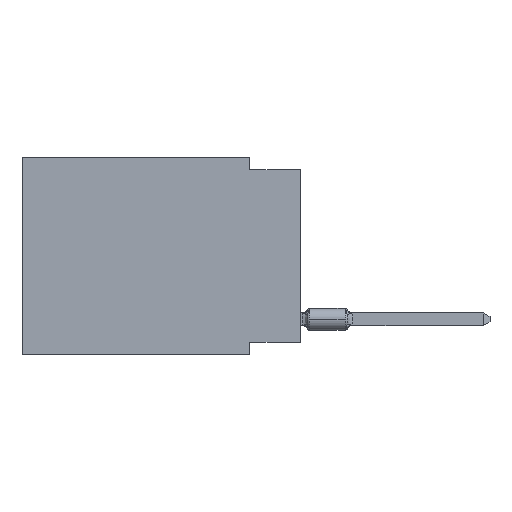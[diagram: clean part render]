
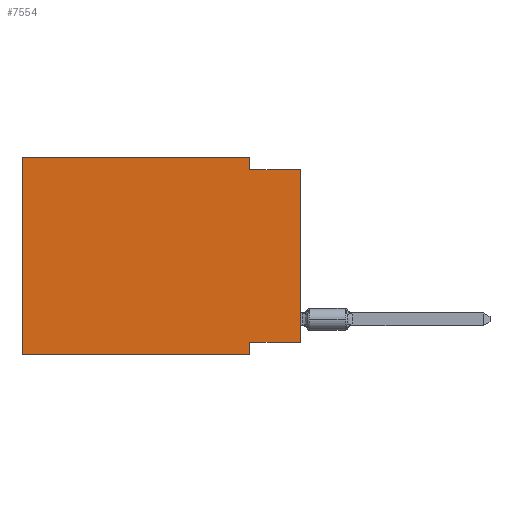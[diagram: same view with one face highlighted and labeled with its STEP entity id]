
A CAD part, left-side view. The second image highlights one B-rep face of the part: STEP entity #7554.
In plain terms, the highlighted planar face has unit normal (-1, 0, 0).
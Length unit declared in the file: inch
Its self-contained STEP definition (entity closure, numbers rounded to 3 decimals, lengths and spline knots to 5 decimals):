
#129 = ORIENTED_EDGE ( 'NONE', *, *, #9544, .F. ) ;
#272 = VERTEX_POINT ( 'NONE', #7093 ) ;
#524 = EDGE_CURVE ( 'NONE', #9592, #11784, #12715, .T. ) ;
#660 = ORIENTED_EDGE ( 'NONE', *, *, #524, .F. ) ;
#672 = CARTESIAN_POINT ( 'NONE',  ( 0., 0., -0.025 ) ) ;
#992 = CARTESIAN_POINT ( 'NONE',  ( 0., 0., -0.365 ) ) ;
#1644 = CARTESIAN_POINT ( 'NONE',  ( 0., 0., -0.365 ) ) ;
#1901 = AXIS2_PLACEMENT_3D ( 'NONE', #3526, #9359, #10686 ) ;
#1923 = DIRECTION ( 'NONE',  ( 0., 0., -1. ) ) ;
#2352 = CARTESIAN_POINT ( 'NONE',  ( 0., 0.55, 0. ) ) ;
#2542 = EDGE_CURVE ( 'NONE', #12810, #14844, #8354, .T. ) ;
#2629 = ORIENTED_EDGE ( 'NONE', *, *, #2725, .F. ) ;
#2725 = EDGE_CURVE ( 'NONE', #3275, #12810, #12420, .T. ) ;
#3262 = ORIENTED_EDGE ( 'NONE', *, *, #10236, .T. ) ;
#3275 = VERTEX_POINT ( 'NONE', #992 ) ;
#3386 = CARTESIAN_POINT ( 'NONE',  ( 0., 0.1, -0.39 ) ) ;
#3526 = CARTESIAN_POINT ( 'NONE',  ( 0., 0.55, 0. ) ) ;
#4046 = DIRECTION ( 'NONE',  ( 0., -1., 0. ) ) ;
#4278 = CARTESIAN_POINT ( 'NONE',  ( 0., 0., -0.025 ) ) ;
#4523 = DIRECTION ( 'NONE',  ( 0., 0., 1. ) ) ;
#4760 = EDGE_CURVE ( 'NONE', #9592, #14844, #6706, .T. ) ;
#4888 = VECTOR ( 'NONE', #14477, 39.37008 ) ;
#5499 = LINE ( 'NONE', #11251, #8742 ) ;
#5706 = ORIENTED_EDGE ( 'NONE', *, *, #2542, .F. ) ;
#5711 = VECTOR ( 'NONE', #7119, 39.37008 ) ;
#6434 = ORIENTED_EDGE ( 'NONE', *, *, #4760, .T. ) ;
#6706 = LINE ( 'NONE', #7657, #12802 ) ;
#6816 = CARTESIAN_POINT ( 'NONE',  ( 0., 0.55, 0. ) ) ;
#6898 = ORIENTED_EDGE ( 'NONE', *, *, #12455, .F. ) ;
#6932 = EDGE_CURVE ( 'NONE', #8467, #272, #12562, .T. ) ;
#6964 = CARTESIAN_POINT ( 'NONE',  ( 0., 0.55, 0. ) ) ;
#7003 = EDGE_LOOP ( 'NONE', ( #3262, #6898, #7078, #129, #660, #6434, #5706, #2629 ) ) ;
#7027 = VERTEX_POINT ( 'NONE', #4278 ) ;
#7078 = ORIENTED_EDGE ( 'NONE', *, *, #6932, .F. ) ;
#7093 = CARTESIAN_POINT ( 'NONE',  ( 0., 0.1, -0.025 ) ) ;
#7119 = DIRECTION ( 'NONE',  ( 0., -1., 0. ) ) ;
#7194 = CARTESIAN_POINT ( 'NONE',  ( 0., 0.55, -0.39 ) ) ;
#7218 = VECTOR ( 'NONE', #4523, 39.37008 ) ;
#7554 = ADVANCED_FACE ( 'NONE', ( #9428 ), #12107, .F. ) ;
#7647 = VECTOR ( 'NONE', #11820, 39.37008 ) ;
#7657 = CARTESIAN_POINT ( 'NONE',  ( 0., 0.55, -0.39 ) ) ;
#7717 = DIRECTION ( 'NONE',  ( 0., 0., 1. ) ) ;
#7907 = CARTESIAN_POINT ( 'NONE',  ( 0., 0.1, 0. ) ) ;
#8354 = LINE ( 'NONE', #3386, #7647 ) ;
#8467 = VERTEX_POINT ( 'NONE', #9707 ) ;
#8742 = VECTOR ( 'NONE', #7717, 39.37008 ) ;
#9359 = DIRECTION ( 'NONE',  ( 1., 0., 0. ) ) ;
#9428 = FACE_OUTER_BOUND ( 'NONE', #7003, .T. ) ;
#9544 = EDGE_CURVE ( 'NONE', #11784, #8467, #14191, .T. ) ;
#9592 = VERTEX_POINT ( 'NONE', #7194 ) ;
#9707 = CARTESIAN_POINT ( 'NONE',  ( 0., 0.1, 0. ) ) ;
#9856 = CARTESIAN_POINT ( 'NONE',  ( 0., 0.1, -0.39 ) ) ;
#10023 = DIRECTION ( 'NONE',  ( 0., -1., 0. ) ) ;
#10236 = EDGE_CURVE ( 'NONE', #3275, #7027, #5499, .T. ) ;
#10686 = DIRECTION ( 'NONE',  ( 0., 0., -1. ) ) ;
#10814 = VECTOR ( 'NONE', #4046, 39.37008 ) ;
#11251 = CARTESIAN_POINT ( 'NONE',  ( 0., 0., 0. ) ) ;
#11784 = VERTEX_POINT ( 'NONE', #2352 ) ;
#11820 = DIRECTION ( 'NONE',  ( 0., 0., -1. ) ) ;
#12107 = PLANE ( 'NONE',  #1901 ) ;
#12420 = LINE ( 'NONE', #1644, #4888 ) ;
#12455 = EDGE_CURVE ( 'NONE', #272, #7027, #14829, .T. ) ;
#12562 = LINE ( 'NONE', #7907, #13944 ) ;
#12715 = LINE ( 'NONE', #6816, #7218 ) ;
#12802 = VECTOR ( 'NONE', #10023, 39.37008 ) ;
#12810 = VERTEX_POINT ( 'NONE', #14079 ) ;
#13944 = VECTOR ( 'NONE', #1923, 39.37008 ) ;
#14079 = CARTESIAN_POINT ( 'NONE',  ( 0., 0.1, -0.365 ) ) ;
#14191 = LINE ( 'NONE', #6964, #5711 ) ;
#14477 = DIRECTION ( 'NONE',  ( 0., 1., 0. ) ) ;
#14829 = LINE ( 'NONE', #672, #10814 ) ;
#14844 = VERTEX_POINT ( 'NONE', #9856 ) ;
